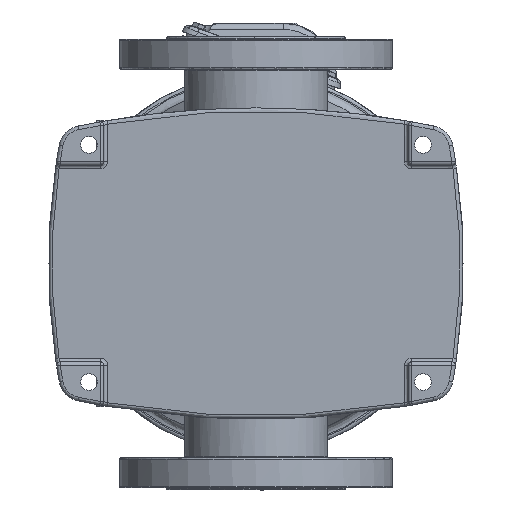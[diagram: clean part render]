
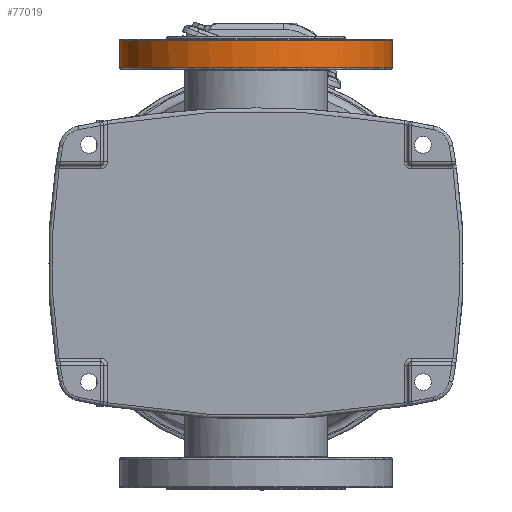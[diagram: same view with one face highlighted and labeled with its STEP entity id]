
A CAD part, front view. The second image highlights one B-rep face of the part: STEP entity #77019.
In plain terms, the highlighted cylindrical face has radius 114.3 mm (diameter 228.6 mm), a partial arc.
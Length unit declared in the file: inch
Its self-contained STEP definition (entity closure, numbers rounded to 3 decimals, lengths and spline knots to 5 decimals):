
#8139 = DIRECTION ( 'NONE',  ( 0., 0., -1. ) ) ;
#8675 = CARTESIAN_POINT ( 'NONE',  ( -4.49987, 5.47702, 6.45669 ) ) ;
#11618 = FACE_OUTER_BOUND ( 'NONE', #144848, .T. ) ;
#13819 = DIRECTION ( 'NONE',  ( 0., 0., -1. ) ) ;
#15941 = VERTEX_POINT ( 'NONE', #120697 ) ;
#16454 = DIRECTION ( 'NONE',  ( 1., 0.008, 0. ) ) ;
#16934 = CARTESIAN_POINT ( 'NONE',  ( 4.5, 5.51181, 7.40157 ) ) ;
#17749 = CIRCLE ( 'NONE', #143042, 4.5 ) ;
#22279 = VERTEX_POINT ( 'NONE', #8675 ) ;
#25505 = CYLINDRICAL_SURFACE ( 'NONE', #61523, 4.5 ) ;
#26375 = ORIENTED_EDGE ( 'NONE', *, *, #53208, .F. ) ;
#26589 = DIRECTION ( 'NONE',  ( -1., 0., 0. ) ) ;
#35803 = CARTESIAN_POINT ( 'NONE',  ( -4.5, 5.51181, 6.45669 ) ) ;
#38061 = DIRECTION ( 'NONE',  ( 0., 0., -1. ) ) ;
#39129 = CIRCLE ( 'NONE', #151321, 4.5 ) ;
#42785 = AXIS2_PLACEMENT_3D ( 'NONE', #100141, #38061, #26589 ) ;
#46603 = VERTEX_POINT ( 'NONE', #161205 ) ;
#50832 = CARTESIAN_POINT ( 'NONE',  ( 0., 5.51181, 7.40157 ) ) ;
#51448 = LINE ( 'NONE', #89016, #157621 ) ;
#53208 = EDGE_CURVE ( 'NONE', #15941, #22279, #17749, .T. ) ;
#53425 = ORIENTED_EDGE ( 'NONE', *, *, #111315, .T. ) ;
#56241 = EDGE_CURVE ( 'NONE', #122326, #15941, #128879, .T. ) ;
#59616 = DIRECTION ( 'NONE',  ( -1., 0., 0. ) ) ;
#60883 = ORIENTED_EDGE ( 'NONE', *, *, #98862, .T. ) ;
#61523 = AXIS2_PLACEMENT_3D ( 'NONE', #50832, #161177, #75325 ) ;
#75325 = DIRECTION ( 'NONE',  ( -1., 0., 0. ) ) ;
#77019 = ADVANCED_FACE ( 'NONE', ( #11618 ), #25505, .T. ) ;
#78354 = VERTEX_POINT ( 'NONE', #159382 ) ;
#78725 = VERTEX_POINT ( 'NONE', #35803 ) ;
#83407 = DIRECTION ( 'NONE',  ( 1., 0.008, 0. ) ) ;
#86450 = AXIS2_PLACEMENT_3D ( 'NONE', #94785, #8139, #59616 ) ;
#89016 = CARTESIAN_POINT ( 'NONE',  ( -4.5, 5.51181, 7.40157 ) ) ;
#94785 = CARTESIAN_POINT ( 'NONE',  ( 0., 5.51181, 7.3622 ) ) ;
#94887 = CIRCLE ( 'NONE', #42785, 4.5 ) ;
#96483 = DIRECTION ( 'NONE',  ( 0., 0., -1. ) ) ;
#98862 = EDGE_CURVE ( 'NONE', #46603, #78354, #117803, .T. ) ;
#99204 = ORIENTED_EDGE ( 'NONE', *, *, #146985, .T. ) ;
#100141 = CARTESIAN_POINT ( 'NONE',  ( 0., 5.51181, 7.3622 ) ) ;
#105542 = CARTESIAN_POINT ( 'NONE',  ( 0., 5.51181, 6.45669 ) ) ;
#111315 = EDGE_CURVE ( 'NONE', #122326, #46603, #94887, .T. ) ;
#117803 = CIRCLE ( 'NONE', #86450, 4.5 ) ;
#120697 = CARTESIAN_POINT ( 'NONE',  ( 4.5, 5.51181, 6.45669 ) ) ;
#122326 = VERTEX_POINT ( 'NONE', #139736 ) ;
#128879 = LINE ( 'NONE', #16934, #135446 ) ;
#131628 = ORIENTED_EDGE ( 'NONE', *, *, #56241, .F. ) ;
#133771 = EDGE_CURVE ( 'NONE', #22279, #78725, #39129, .T. ) ;
#135446 = VECTOR ( 'NONE', #154218, 39.37008 ) ;
#135860 = CARTESIAN_POINT ( 'NONE',  ( 0., 5.51181, 6.45669 ) ) ;
#139736 = CARTESIAN_POINT ( 'NONE',  ( 4.5, 5.51181, 7.3622 ) ) ;
#139892 = DIRECTION ( 'NONE',  ( 0., 0., -1. ) ) ;
#143042 = AXIS2_PLACEMENT_3D ( 'NONE', #135860, #139892, #16454 ) ;
#144848 = EDGE_LOOP ( 'NONE', ( #131628, #53425, #60883, #99204, #160402, #26375 ) ) ;
#146985 = EDGE_CURVE ( 'NONE', #78354, #78725, #51448, .T. ) ;
#151321 = AXIS2_PLACEMENT_3D ( 'NONE', #105542, #96483, #83407 ) ;
#154218 = DIRECTION ( 'NONE',  ( 0., 0., -1. ) ) ;
#157621 = VECTOR ( 'NONE', #13819, 39.37008 ) ;
#159382 = CARTESIAN_POINT ( 'NONE',  ( -4.5, 5.51181, 7.3622 ) ) ;
#160402 = ORIENTED_EDGE ( 'NONE', *, *, #133771, .F. ) ;
#161177 = DIRECTION ( 'NONE',  ( 0., 0., -1. ) ) ;
#161205 = CARTESIAN_POINT ( 'NONE',  ( 4.49973, 5.46239, 7.3622 ) ) ;
